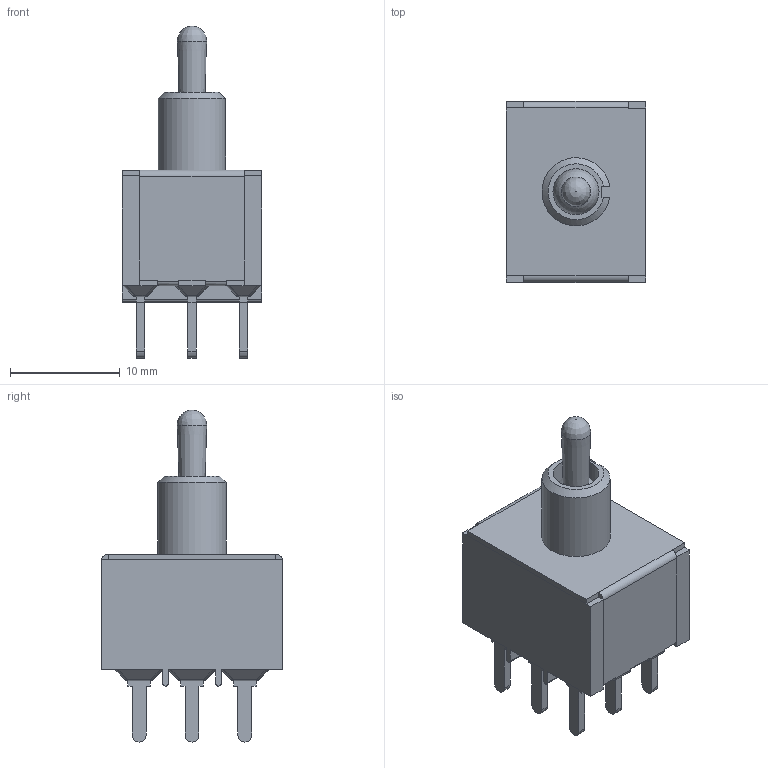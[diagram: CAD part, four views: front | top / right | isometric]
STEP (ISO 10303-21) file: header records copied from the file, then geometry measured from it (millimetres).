
FILE_DESCRIPTION(/* description */ (''),/* implementation_level */ '2;1');
FILE_NAME(/* name */ '1003PxT2B3M2xE.stp',/* time_stamp */ '2026-01-16T13:08:46-06:00',/* author */ ('jmeyers'),/* organization */ (''),/* preprocessor_version */ 'ST-DEVELOPER v18.1',/* originating_system */ 'Autodesk Inventor 2022',/* authorisation */ '');
FILE_SCHEMA (('AUTOMOTIVE_DESIGN { 1 0 10303 214 3 1 1 }'));
Length unit declared in the file: inch
Products named in the file (1): Part106
Bounding box: 12.7 x 16.51 x 30.29 mm (x, y, z)
Volume: 2519 mm3; surface area: 1724.6 mm2
Topology: 2 solids, 4 shells, 391 faces, 1010 edges, 593 vertices
Faces by surface type: plane 250, cylinder 100, sphere 38, cone 2, bspline 1
Full cylindrical faces by diameter (mm): 4.2 x2
Entity records: 11505 total; most frequent: DIRECTION 2011, CARTESIAN_POINT 2006, ORIENTED_EDGE 1946, EDGE_CURVE 973, LINE 713, VECTOR 713, AXIS2_PLACEMENT_3D 649, VERTEX_POINT 593
